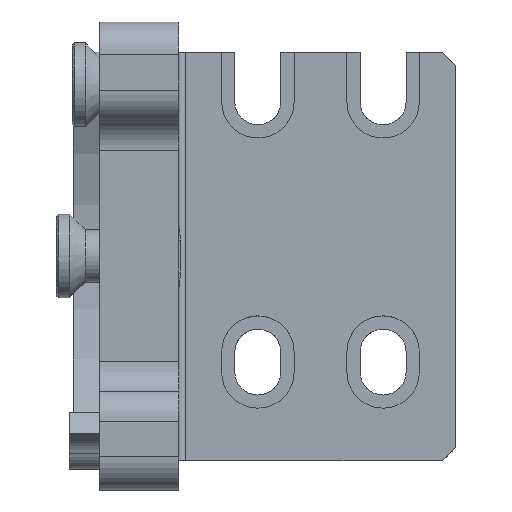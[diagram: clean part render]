
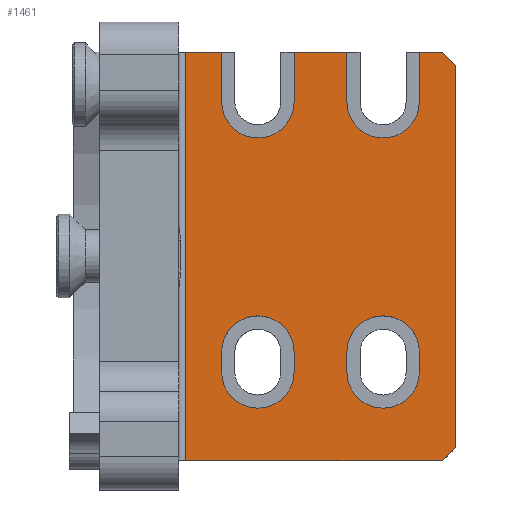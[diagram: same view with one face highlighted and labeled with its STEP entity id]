
A CAD part, top view. The second image highlights one B-rep face of the part: STEP entity #1461.
In plain terms, the highlighted planar face has unit normal (0, 0, 1).
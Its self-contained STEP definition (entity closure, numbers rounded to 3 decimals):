
#152=LINE('',#7355,#742);
#199=LINE('',#7458,#789);
#274=LINE('',#7637,#864);
#388=LINE('',#7888,#978);
#395=LINE('',#7906,#985);
#508=LINE('',#8168,#1098);
#509=LINE('',#8169,#1099);
#510=LINE('',#8170,#1100);
#511=LINE('',#8171,#1101);
#512=LINE('',#8175,#1102);
#513=LINE('',#8176,#1103);
#514=LINE('',#8180,#1104);
#515=LINE('',#8184,#1105);
#516=LINE('',#8188,#1106);
#517=LINE('',#8192,#1107);
#518=LINE('',#8196,#1108);
#742=VECTOR('',#5886,1.);
#789=VECTOR('',#5951,1.);
#864=VECTOR('',#6080,1.);
#978=VECTOR('',#6248,1.);
#985=VECTOR('',#6261,1.);
#1098=VECTOR('',#6506,1.);
#1099=VECTOR('',#6507,1.);
#1100=VECTOR('',#6508,1.);
#1101=VECTOR('',#6509,1.);
#1102=VECTOR('',#6512,1.);
#1103=VECTOR('',#6513,1.);
#1104=VECTOR('',#6516,1.);
#1105=VECTOR('',#6519,1.);
#1106=VECTOR('',#6522,1.);
#1107=VECTOR('',#6525,1.);
#1108=VECTOR('',#6528,1.);
#1344=FACE_BOUND('',#2207,.T.);
#1345=FACE_BOUND('',#2208,.T.);
#1346=FACE_BOUND('',#2209,.T.);
#1461=ADVANCED_FACE('',(#1344,#1345,#1346),#1714,.T.);
#1714=PLANE('',#5480);
#2207=EDGE_LOOP('',(#3036,#3037,#3038,#3039,#3040,#3041,#3042,#3043,#3044,
#3045,#3046,#3047,#3048,#3049));
#2208=EDGE_LOOP('',(#3050,#3051,#3052,#3053));
#2209=EDGE_LOOP('',(#3054,#3055,#3056,#3057));
#3036=ORIENTED_EDGE('',*,*,#4497,.F.);
#3037=ORIENTED_EDGE('',*,*,#4905,.T.);
#3038=ORIENTED_EDGE('',*,*,#4763,.F.);
#3039=ORIENTED_EDGE('',*,*,#4906,.T.);
#3040=ORIENTED_EDGE('',*,*,#4771,.F.);
#3041=ORIENTED_EDGE('',*,*,#4907,.T.);
#3042=ORIENTED_EDGE('',*,*,#4548,.F.);
#3043=ORIENTED_EDGE('',*,*,#4908,.F.);
#3044=ORIENTED_EDGE('',*,*,#4909,.F.);
#3045=ORIENTED_EDGE('',*,*,#4910,.F.);
#3046=ORIENTED_EDGE('',*,*,#4636,.F.);
#3047=ORIENTED_EDGE('',*,*,#4911,.F.);
#3048=ORIENTED_EDGE('',*,*,#4912,.F.);
#3049=ORIENTED_EDGE('',*,*,#4913,.F.);
#3050=ORIENTED_EDGE('',*,*,#4914,.F.);
#3051=ORIENTED_EDGE('',*,*,#4915,.F.);
#3052=ORIENTED_EDGE('',*,*,#4916,.F.);
#3053=ORIENTED_EDGE('',*,*,#4917,.F.);
#3054=ORIENTED_EDGE('',*,*,#4918,.F.);
#3055=ORIENTED_EDGE('',*,*,#4919,.F.);
#3056=ORIENTED_EDGE('',*,*,#4920,.F.);
#3057=ORIENTED_EDGE('',*,*,#4921,.F.);
#3969=VERTEX_POINT('',#7354);
#3970=VERTEX_POINT('',#7356);
#4017=VERTEX_POINT('',#7459);
#4018=VERTEX_POINT('',#7460);
#4063=VERTEX_POINT('',#7576);
#4093=VERTEX_POINT('',#7636);
#4203=VERTEX_POINT('',#7887);
#4204=VERTEX_POINT('',#7889);
#4211=VERTEX_POINT('',#7905);
#4212=VERTEX_POINT('',#7907);
#4295=VERTEX_POINT('',#8172);
#4296=VERTEX_POINT('',#8174);
#4297=VERTEX_POINT('',#8177);
#4298=VERTEX_POINT('',#8179);
#4299=VERTEX_POINT('',#8182);
#4300=VERTEX_POINT('',#8183);
#4301=VERTEX_POINT('',#8185);
#4302=VERTEX_POINT('',#8187);
#4303=VERTEX_POINT('',#8190);
#4304=VERTEX_POINT('',#8191);
#4305=VERTEX_POINT('',#8193);
#4306=VERTEX_POINT('',#8195);
#4497=EDGE_CURVE('',#3969,#3970,#152,.T.);
#4548=EDGE_CURVE('',#4017,#4018,#199,.T.);
#4636=EDGE_CURVE('',#4093,#4063,#274,.T.);
#4763=EDGE_CURVE('',#4203,#4204,#388,.T.);
#4771=EDGE_CURVE('',#4211,#4212,#395,.T.);
#4905=EDGE_CURVE('',#3969,#4204,#508,.T.);
#4906=EDGE_CURVE('',#4203,#4212,#509,.T.);
#4907=EDGE_CURVE('',#4211,#4018,#510,.T.);
#4908=EDGE_CURVE('',#4295,#4017,#511,.T.);
#4909=EDGE_CURVE('',#4296,#4295,#5245,.T.);
#4910=EDGE_CURVE('',#4063,#4296,#512,.T.);
#4911=EDGE_CURVE('',#4297,#4093,#513,.T.);
#4912=EDGE_CURVE('',#4298,#4297,#5246,.T.);
#4913=EDGE_CURVE('',#3970,#4298,#514,.T.);
#4914=EDGE_CURVE('',#4299,#4300,#5247,.T.);
#4915=EDGE_CURVE('',#4301,#4299,#515,.T.);
#4916=EDGE_CURVE('',#4302,#4301,#5248,.T.);
#4917=EDGE_CURVE('',#4300,#4302,#516,.T.);
#4918=EDGE_CURVE('',#4303,#4304,#5249,.T.);
#4919=EDGE_CURVE('',#4305,#4303,#517,.T.);
#4920=EDGE_CURVE('',#4306,#4305,#5250,.T.);
#4921=EDGE_CURVE('',#4304,#4306,#518,.T.);
#5245=CIRCLE('',#5474,5.5);
#5246=CIRCLE('',#5475,5.5);
#5247=CIRCLE('',#5476,5.5);
#5248=CIRCLE('',#5477,5.5);
#5249=CIRCLE('',#5478,5.5);
#5250=CIRCLE('',#5479,5.5);
#5474=AXIS2_PLACEMENT_3D('',#8173,#6510,#6511);
#5475=AXIS2_PLACEMENT_3D('',#8178,#6514,#6515);
#5476=AXIS2_PLACEMENT_3D('',#8181,#6517,#6518);
#5477=AXIS2_PLACEMENT_3D('',#8186,#6520,#6521);
#5478=AXIS2_PLACEMENT_3D('',#8189,#6523,#6524);
#5479=AXIS2_PLACEMENT_3D('',#8194,#6526,#6527);
#5480=AXIS2_PLACEMENT_3D('',#8197,#6529,#6530);
#5886=DIRECTION('',(1.,0.,0.));
#5951=DIRECTION('',(1.,0.,0.));
#6080=DIRECTION('',(1.,0.,0.));
#6248=DIRECTION('',(-1.,0.,0.));
#6261=DIRECTION('',(0.,-1.,0.));
#6506=DIRECTION('',(0.,-1.,0.));
#6507=DIRECTION('',(0.707,0.707,0.));
#6508=DIRECTION('',(-0.707,0.707,0.));
#6509=DIRECTION('',(0.,1.,0.));
#6510=DIRECTION('',(0.,0.,1.));
#6511=DIRECTION('',(-1.,0.,0.));
#6512=DIRECTION('',(0.,-1.,0.));
#6513=DIRECTION('',(0.,1.,0.));
#6514=DIRECTION('',(0.,0.,1.));
#6515=DIRECTION('',(-1.,0.,0.));
#6516=DIRECTION('',(0.,-1.,0.));
#6517=DIRECTION('',(0.,0.,1.));
#6518=DIRECTION('',(-1.,0.,0.));
#6519=DIRECTION('',(0.,-1.,0.));
#6520=DIRECTION('',(0.,0.,1.));
#6521=DIRECTION('',(-1.,0.,0.));
#6522=DIRECTION('',(0.,1.,0.));
#6523=DIRECTION('',(0.,0.,1.));
#6524=DIRECTION('',(-1.,0.,0.));
#6525=DIRECTION('',(0.,-1.,0.));
#6526=DIRECTION('',(0.,0.,1.));
#6527=DIRECTION('',(-1.,0.,0.));
#6528=DIRECTION('',(0.,1.,0.));
#6529=DIRECTION('',(0.,0.,1.));
#6530=DIRECTION('',(-1.,0.,0.));
#7354=CARTESIAN_POINT('',(17.,31.,11.));
#7355=CARTESIAN_POINT('',(29.,31.,11.));
#7356=CARTESIAN_POINT('',(22.5,31.,11.));
#7458=CARTESIAN_POINT('',(29.,31.,11.));
#7459=CARTESIAN_POINT('',(52.5,31.,11.));
#7460=CARTESIAN_POINT('',(56.,31.,11.));
#7576=CARTESIAN_POINT('',(41.5,31.,11.));
#7636=CARTESIAN_POINT('',(33.5,31.,11.));
#7637=CARTESIAN_POINT('',(29.,31.,11.));
#7887=CARTESIAN_POINT('',(56.,-31.,11.));
#7888=CARTESIAN_POINT('',(29.,-31.,11.));
#7889=CARTESIAN_POINT('',(17.,-31.,11.));
#7905=CARTESIAN_POINT('',(58.,29.,11.));
#7906=CARTESIAN_POINT('',(58.,0.,11.));
#7907=CARTESIAN_POINT('',(58.,-29.,11.));
#8168=CARTESIAN_POINT('',(17.,-31.,11.));
#8169=CARTESIAN_POINT('',(58.,-29.,11.));
#8170=CARTESIAN_POINT('',(58.,29.,11.));
#8171=CARTESIAN_POINT('',(52.5,0.,11.));
#8172=CARTESIAN_POINT('',(52.5,23.5,11.));
#8173=CARTESIAN_POINT('',(47.,23.5,11.));
#8174=CARTESIAN_POINT('',(41.5,23.5,11.));
#8175=CARTESIAN_POINT('',(41.5,0.,11.));
#8176=CARTESIAN_POINT('',(33.5,0.,11.));
#8177=CARTESIAN_POINT('',(33.5,23.5,11.));
#8178=CARTESIAN_POINT('',(28.,23.5,11.));
#8179=CARTESIAN_POINT('',(22.5,23.5,11.));
#8180=CARTESIAN_POINT('',(22.5,0.,11.));
#8181=CARTESIAN_POINT('',(47.,-17.5,11.));
#8182=CARTESIAN_POINT('',(41.5,-17.5,11.));
#8183=CARTESIAN_POINT('',(52.5,-17.5,11.));
#8184=CARTESIAN_POINT('',(41.5,0.,11.));
#8185=CARTESIAN_POINT('',(41.5,-14.5,11.));
#8186=CARTESIAN_POINT('',(47.,-14.5,11.));
#8187=CARTESIAN_POINT('',(52.5,-14.5,11.));
#8188=CARTESIAN_POINT('',(52.5,0.,11.));
#8189=CARTESIAN_POINT('',(28.,-17.5,11.));
#8190=CARTESIAN_POINT('',(22.5,-17.5,11.));
#8191=CARTESIAN_POINT('',(33.5,-17.5,11.));
#8192=CARTESIAN_POINT('',(22.5,0.,11.));
#8193=CARTESIAN_POINT('',(22.5,-14.5,11.));
#8194=CARTESIAN_POINT('',(28.,-14.5,11.));
#8195=CARTESIAN_POINT('',(33.5,-14.5,11.));
#8196=CARTESIAN_POINT('',(33.5,0.,11.));
#8197=CARTESIAN_POINT('',(29.,0.,11.));
